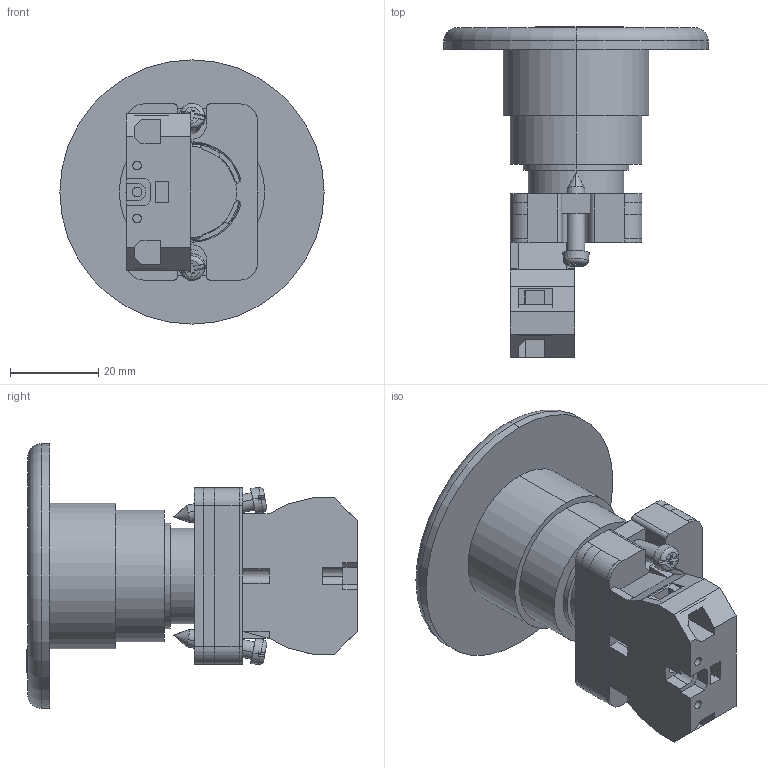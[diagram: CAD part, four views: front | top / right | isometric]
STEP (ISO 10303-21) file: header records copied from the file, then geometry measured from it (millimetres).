
FILE_DESCRIPTION (( 'STEP AP214' ), '1' );
FILE_NAME ('GCX1136.STEP', '2016-06-27T12:49:49', ( '' ), ( '' ), 'SwSTEP 2.0', 'SolidWorks 2016', '' );
FILE_SCHEMA (( 'AUTOMOTIVE_DESIGN' ));
Length unit declared in the file: inch
Products named in the file (4): ecx1030; ECX1029-2; GCX1136 OPERATOR; GCX1136
Assembly tree (3 placements, depth 2):
  GCX1136
    GCX1136 OPERATOR
    ECX1029-2
    ecx1030
Bounding box: 60 x 75.04 x 60 mm (x, y, z)
Volume: 38407.4 mm3; surface area: 25049.2 mm2
Topology: 6 solids, 6 shells, 399 faces, 1087 edges, 718 vertices
Faces by surface type: plane 230, cylinder 140, cone 15, torus 14
Entity records: 13161 total; most frequent: CARTESIAN_POINT 2402, DIRECTION 2199, ORIENTED_EDGE 2166, EDGE_CURVE 1083, AXIS2_PLACEMENT_3D 751, VERTEX_POINT 718, LINE 697, VECTOR 697
